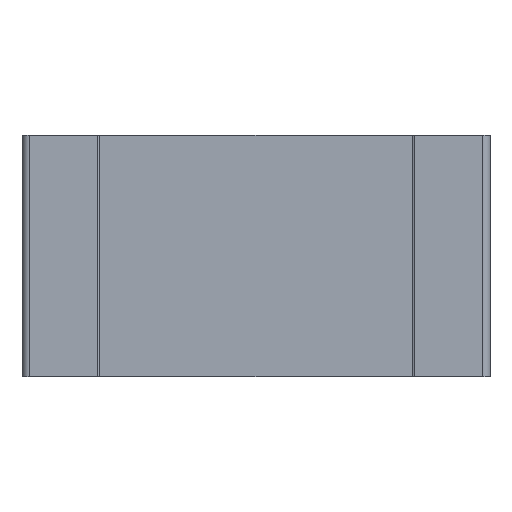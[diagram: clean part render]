
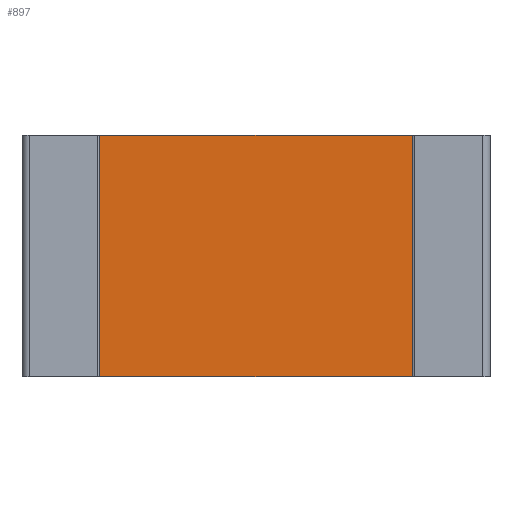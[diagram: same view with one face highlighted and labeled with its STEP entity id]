
A CAD part, top view. The second image highlights one B-rep face of the part: STEP entity #897.
In plain terms, the highlighted planar face has unit normal (0, 0, 1).
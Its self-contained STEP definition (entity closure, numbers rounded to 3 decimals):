
#200=ORIENTED_EDGE('',*,*,#227,.F.);
#201=ORIENTED_EDGE('',*,*,#314,.F.);
#202=ORIENTED_EDGE('',*,*,#291,.T.);
#203=ORIENTED_EDGE('',*,*,#315,.T.);
#227=EDGE_CURVE('',#319,#320,#379,.T.);
#291=EDGE_CURVE('',#372,#371,#431,.T.);
#314=EDGE_CURVE('',#372,#319,#452,.T.);
#315=EDGE_CURVE('',#371,#320,#453,.T.);
#319=VERTEX_POINT('',#1140);
#320=VERTEX_POINT('',#1142);
#371=VERTEX_POINT('',#1269);
#372=VERTEX_POINT('',#1271);
#379=LINE('',#1141,#457);
#431=LINE('',#1270,#509);
#452=LINE('',#1311,#530);
#453=LINE('',#1313,#531);
#457=VECTOR('',#963,1000.);
#509=VECTOR('',#1065,1000.);
#530=VECTOR('',#1118,1000.);
#531=VECTOR('',#1121,1000.);
#560=EDGE_LOOP('',(#200,#201,#202,#203));
#594=FACE_BOUND('',#560,.T.);
#626=PLANE('',#950);
#897=ADVANCED_FACE('',(#594),#626,.T.);
#950=AXIS2_PLACEMENT_3D('',#1312,#1119,#1120);
#963=DIRECTION('',(1.,0.,0.));
#1065=DIRECTION('',(1.,0.,0.));
#1118=DIRECTION('',(0.,1.,0.));
#1119=DIRECTION('',(0.,0.,1.));
#1120=DIRECTION('',(1.,0.,0.));
#1121=DIRECTION('',(0.,1.,0.));
#1140=CARTESIAN_POINT('',(-1.034,0.8,0.55));
#1141=CARTESIAN_POINT('',(-1.034,0.8,0.55));
#1142=CARTESIAN_POINT('',(1.034,0.8,0.55));
#1269=CARTESIAN_POINT('',(1.034,-0.8,0.55));
#1270=CARTESIAN_POINT('',(-1.034,-0.8,0.55));
#1271=CARTESIAN_POINT('',(-1.034,-0.8,0.55));
#1311=CARTESIAN_POINT('',(-1.034,-0.8,0.55));
#1312=CARTESIAN_POINT('',(-1.034,-0.8,0.55));
#1313=CARTESIAN_POINT('',(1.034,-0.8,0.55));
